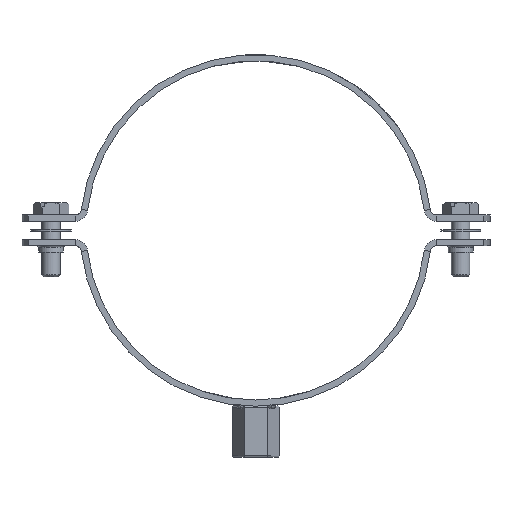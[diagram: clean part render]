
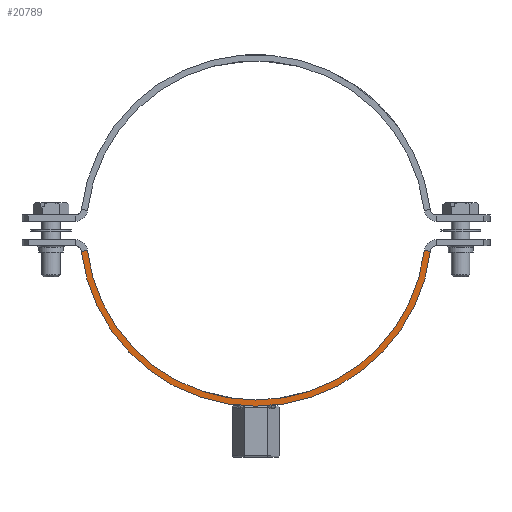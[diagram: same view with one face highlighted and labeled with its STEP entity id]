
A CAD part, front view. The second image highlights one B-rep face of the part: STEP entity #20789.
In plain terms, the highlighted planar face has unit normal (0, -1, 0).
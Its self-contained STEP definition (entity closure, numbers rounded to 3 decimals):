
#664 = ORIENTED_EDGE ( 'NONE', *, *, #22619, .F. ) ;
#1037 = DIRECTION ( 'NONE',  ( -0.993, 0., 0.119 ) ) ;
#1718 = CARTESIAN_POINT ( 'NONE',  ( 0., -10., -57. ) ) ;
#2517 = CARTESIAN_POINT ( 'NONE',  ( 0., -10., -55. ) ) ;
#2681 = CARTESIAN_POINT ( 'NONE',  ( 56.597, -10., -6.763 ) ) ;
#3045 = VECTOR ( 'NONE', #1037, 1000. ) ;
#5471 = DIRECTION ( 'NONE',  ( 0., 0., 1. ) ) ;
#6573 = ORIENTED_EDGE ( 'NONE', *, *, #22201, .T. ) ;
#7248 = LINE ( 'NONE', #23154, #3045 ) ;
#7728 = DIRECTION ( 'NONE',  ( 0., -1., 0. ) ) ;
#7731 = VERTEX_POINT ( 'NONE', #7752 ) ;
#7752 = CARTESIAN_POINT ( 'NONE',  ( 54.612, -10., -6.525 ) ) ;
#7963 = CARTESIAN_POINT ( 'NONE',  ( 0., -10., 0. ) ) ;
#8467 = DIRECTION ( 'NONE',  ( 0., -1., 0. ) ) ;
#8693 = CARTESIAN_POINT ( 'NONE',  ( 0., -10., 0. ) ) ;
#9182 = AXIS2_PLACEMENT_3D ( 'NONE', #19005, #13267, #17005 ) ;
#10025 = AXIS2_PLACEMENT_3D ( 'NONE', #7963, #11922, #16571 ) ;
#10099 = EDGE_CURVE ( 'NONE', #18215, #14830, #13631, .T. ) ;
#10215 = LINE ( 'NONE', #20291, #18327 ) ;
#10663 = EDGE_CURVE ( 'NONE', #18215, #12805, #10215, .T. ) ;
#10759 = DIRECTION ( 'NONE',  ( 0.993, 0., 0.119 ) ) ;
#11922 = DIRECTION ( 'NONE',  ( 0., -1., 0. ) ) ;
#11949 = AXIS2_PLACEMENT_3D ( 'NONE', #8693, #20128, #18148 ) ;
#12805 = VERTEX_POINT ( 'NONE', #22921 ) ;
#12879 = VERTEX_POINT ( 'NONE', #2517 ) ;
#13035 = ORIENTED_EDGE ( 'NONE', *, *, #10099, .T. ) ;
#13267 = DIRECTION ( 'NONE',  ( 0., -1., 0. ) ) ;
#13411 = CIRCLE ( 'NONE', #9182, 57. ) ;
#13631 = CIRCLE ( 'NONE', #11949, 57. ) ;
#14830 = VERTEX_POINT ( 'NONE', #1718 ) ;
#14970 = FACE_OUTER_BOUND ( 'NONE', #22365, .T. ) ;
#15320 = CIRCLE ( 'NONE', #25056, 55. ) ;
#15449 = ORIENTED_EDGE ( 'NONE', *, *, #16210, .F. ) ;
#16087 = EDGE_CURVE ( 'NONE', #14830, #20629, #13411, .T. ) ;
#16210 = EDGE_CURVE ( 'NONE', #12805, #12879, #21052, .T. ) ;
#16548 = DIRECTION ( 'NONE',  ( 0., 0., -1. ) ) ;
#16571 = DIRECTION ( 'NONE',  ( 0., 0., 1. ) ) ;
#17005 = DIRECTION ( 'NONE',  ( 1., 0., 0. ) ) ;
#17087 = PLANE ( 'NONE',  #19925 ) ;
#17679 = ORIENTED_EDGE ( 'NONE', *, *, #10663, .F. ) ;
#17798 = CARTESIAN_POINT ( 'NONE',  ( 0., -10., 0. ) ) ;
#18148 = DIRECTION ( 'NONE',  ( 1., 0., 0. ) ) ;
#18215 = VERTEX_POINT ( 'NONE', #23910 ) ;
#18327 = VECTOR ( 'NONE', #10759, 1000. ) ;
#18682 = ORIENTED_EDGE ( 'NONE', *, *, #16087, .T. ) ;
#19005 = CARTESIAN_POINT ( 'NONE',  ( 0., -10., 0. ) ) ;
#19925 = AXIS2_PLACEMENT_3D ( 'NONE', #25147, #8467, #16548 ) ;
#20128 = DIRECTION ( 'NONE',  ( 0., -1., 0. ) ) ;
#20291 = CARTESIAN_POINT ( 'NONE',  ( -56.597, -10., -6.763 ) ) ;
#20629 = VERTEX_POINT ( 'NONE', #2681 ) ;
#20789 = ADVANCED_FACE ( 'NONE', ( #14970 ), #17087, .T. ) ;
#21052 = CIRCLE ( 'NONE', #10025, 55. ) ;
#22201 = EDGE_CURVE ( 'NONE', #20629, #7731, #7248, .T. ) ;
#22365 = EDGE_LOOP ( 'NONE', ( #17679, #13035, #18682, #6573, #664, #15449 ) ) ;
#22619 = EDGE_CURVE ( 'NONE', #12879, #7731, #15320, .T. ) ;
#22921 = CARTESIAN_POINT ( 'NONE',  ( -54.612, -10., -6.525 ) ) ;
#23154 = CARTESIAN_POINT ( 'NONE',  ( 56.597, -10., -6.763 ) ) ;
#23910 = CARTESIAN_POINT ( 'NONE',  ( -56.597, -10., -6.763 ) ) ;
#25056 = AXIS2_PLACEMENT_3D ( 'NONE', #17798, #7728, #5471 ) ;
#25147 = CARTESIAN_POINT ( 'NONE',  ( -56.597, -10., -6.763 ) ) ;
